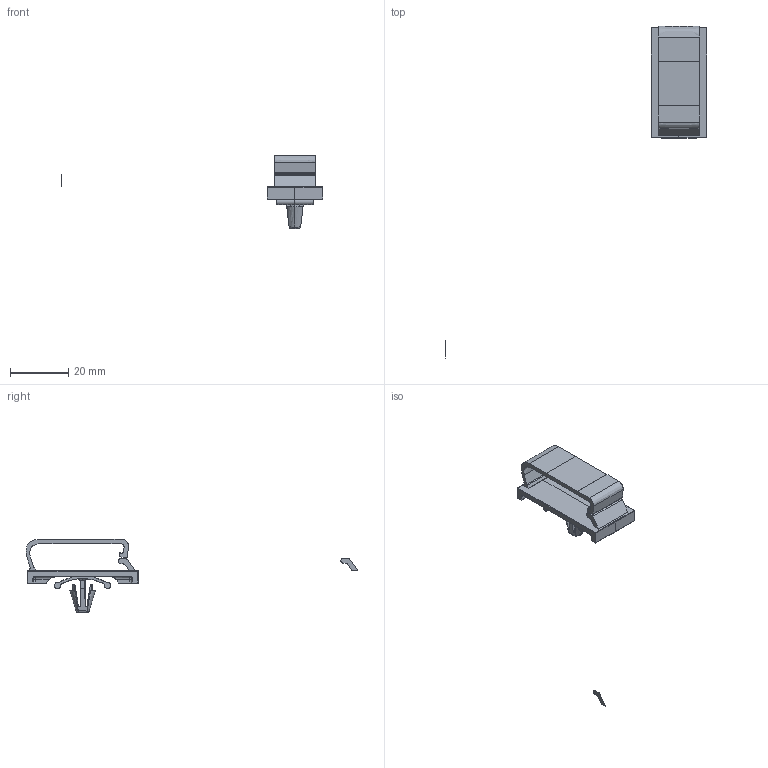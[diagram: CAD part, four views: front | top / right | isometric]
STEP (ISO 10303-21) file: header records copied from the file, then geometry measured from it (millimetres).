
FILE_DESCRIPTION(/* description */ (''),/* implementation_level */ '2;1');
FILE_NAME(/* name */ 'PANDUIT_BECP38H25.stp',/* time_stamp */ '2014-02-20T10:38:39-06:00',/* author */ (''),/* organization */ (''),/* preprocessor_version */ 'ST-DEVELOPER v11',/* originating_system */ 'SIEMENS PLM Software NX 7.5',/* authorisation */ '');
FILE_SCHEMA (('CONFIG_CONTROL_DESIGN'));
Length unit declared in the file: inch
Products named in the file (1): bwgE4DDaz63
Bounding box: 89.73 x 114.03 x 25.21 mm (x, y, z)
Volume: 5579.5 mm3; surface area: 7664.3 mm2
Topology: 5 solids, 6 shells, 408 faces, 1066 edges, 655 vertices
Faces by surface type: plane 157, cylinder 98, cone 72, bspline 32, extrusion 17, sphere 16, torus 16
Entity records: 13781 total; most frequent: CARTESIAN_POINT 3928, ORIENTED_EDGE 2090, DIRECTION 2002, EDGE_CURVE 1049, AXIS2_PLACEMENT_3D 720, VERTEX_POINT 653, VECTOR 562, LINE 545
